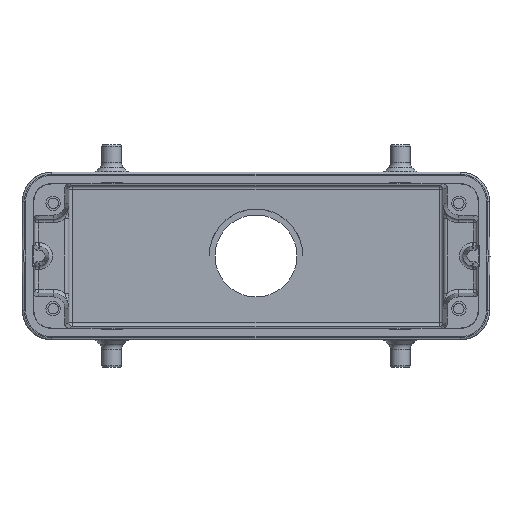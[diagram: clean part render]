
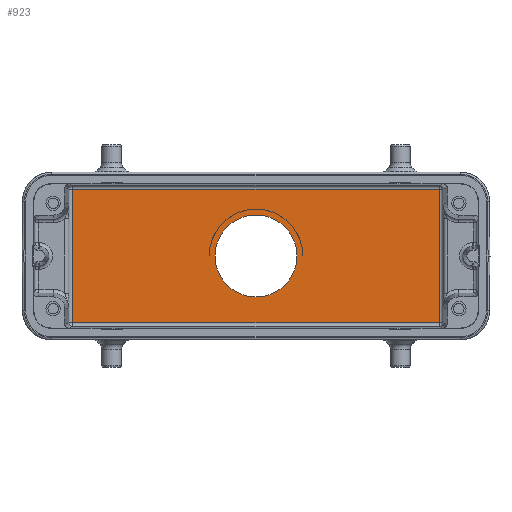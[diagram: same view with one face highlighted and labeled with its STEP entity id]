
A CAD part, front view. The second image highlights one B-rep face of the part: STEP entity #923.
In plain terms, the highlighted planar face has unit normal (0, -1, 0).
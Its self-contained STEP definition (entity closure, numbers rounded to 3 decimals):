
#443=FACE_BOUND('',#1881,.T.);
#444=FACE_BOUND('',#1882,.T.);
#445=FACE_BOUND('',#1883,.T.);
#923=ADVANCED_FACE('',(#443,#444,#445),#1139,.F.);
#1139=PLANE('',#7162);
#1881=EDGE_LOOP('',(#3783,#3784));
#1882=EDGE_LOOP('',(#3785));
#1883=EDGE_LOOP('',(#3786,#3787,#3788,#3789));
#1937=CIRCLE('',#6634,12.);
#1940=CIRCLE('',#6639,12.);
#2117=CIRCLE('',#7161,10.5);
#3783=ORIENTED_EDGE('',*,*,#4662,.T.);
#3784=ORIENTED_EDGE('',*,*,#4666,.F.);
#3785=ORIENTED_EDGE('',*,*,#5347,.T.);
#3786=ORIENTED_EDGE('',*,*,#5159,.T.);
#3787=ORIENTED_EDGE('',*,*,#5152,.F.);
#3788=ORIENTED_EDGE('',*,*,#5147,.F.);
#3789=ORIENTED_EDGE('',*,*,#5346,.T.);
#4030=VERTEX_POINT('',#9457);
#4032=VERTEX_POINT('',#9460);
#4369=VERTEX_POINT('',#10726);
#4370=VERTEX_POINT('',#10727);
#4372=VERTEX_POINT('',#10736);
#4373=VERTEX_POINT('',#10742);
#4475=VERTEX_POINT('',#11315);
#4662=EDGE_CURVE('',#4032,#4030,#1937,.T.);
#4666=EDGE_CURVE('',#4032,#4030,#1940,.T.);
#5147=EDGE_CURVE('',#4369,#4370,#5836,.T.);
#5152=EDGE_CURVE('',#4370,#4372,#5838,.T.);
#5159=EDGE_CURVE('',#4373,#4372,#5840,.T.);
#5346=EDGE_CURVE('',#4369,#4373,#5954,.T.);
#5347=EDGE_CURVE('',#4475,#4475,#2117,.T.);
#5836=LINE('',#10725,#6420);
#5838=LINE('',#10735,#6422);
#5840=LINE('',#10749,#6424);
#5954=LINE('',#11312,#6538);
#6420=VECTOR('',#8555,1.);
#6422=VECTOR('',#8567,1.);
#6424=VECTOR('',#8585,1.);
#6538=VECTOR('',#8987,1.);
#6634=AXIS2_PLACEMENT_3D('',#9459,#7515,#7516);
#6639=AXIS2_PLACEMENT_3D('',#9470,#7525,#7526);
#7161=AXIS2_PLACEMENT_3D('',#11314,#8990,#8991);
#7162=AXIS2_PLACEMENT_3D('',#11316,#8992,#8993);
#7515=DIRECTION('',(0.,-1.,0.));
#7516=DIRECTION('',(1.,0.,0.003));
#7525=DIRECTION('',(0.,-1.,0.));
#7526=DIRECTION('',(1.,0.,-0.001));
#8555=DIRECTION('',(1.,0.,0.));
#8567=DIRECTION('',(0.,0.,-1.));
#8585=DIRECTION('',(1.,0.,0.));
#8987=DIRECTION('',(0.,0.,-1.));
#8990=DIRECTION('',(0.,1.,0.));
#8991=DIRECTION('',(1.,0.,0.));
#8992=DIRECTION('',(0.,1.,0.));
#8993=DIRECTION('',(1.,0.,0.));
#9457=CARTESIAN_POINT('',(-12.,52.,0.03));
#9459=CARTESIAN_POINT('',(0.,52.,0.));
#9460=CARTESIAN_POINT('',(12.,52.,0.03));
#9470=CARTESIAN_POINT('',(0.,52.,0.049));
#10725=CARTESIAN_POINT('',(-47.,52.,17.135));
#10726=CARTESIAN_POINT('',(-47.,52.,17.135));
#10727=CARTESIAN_POINT('',(47.,52.,17.135));
#10735=CARTESIAN_POINT('',(47.,52.,17.135));
#10736=CARTESIAN_POINT('',(47.,52.,-17.135));
#10742=CARTESIAN_POINT('',(-47.,52.,-17.135));
#10749=CARTESIAN_POINT('',(-47.,52.,-17.135));
#11312=CARTESIAN_POINT('',(-47.,52.,17.135));
#11314=CARTESIAN_POINT('',(0.,52.,0.));
#11315=CARTESIAN_POINT('',(10.5,52.,0.));
#11316=CARTESIAN_POINT('',(57.,52.,-18.5));
